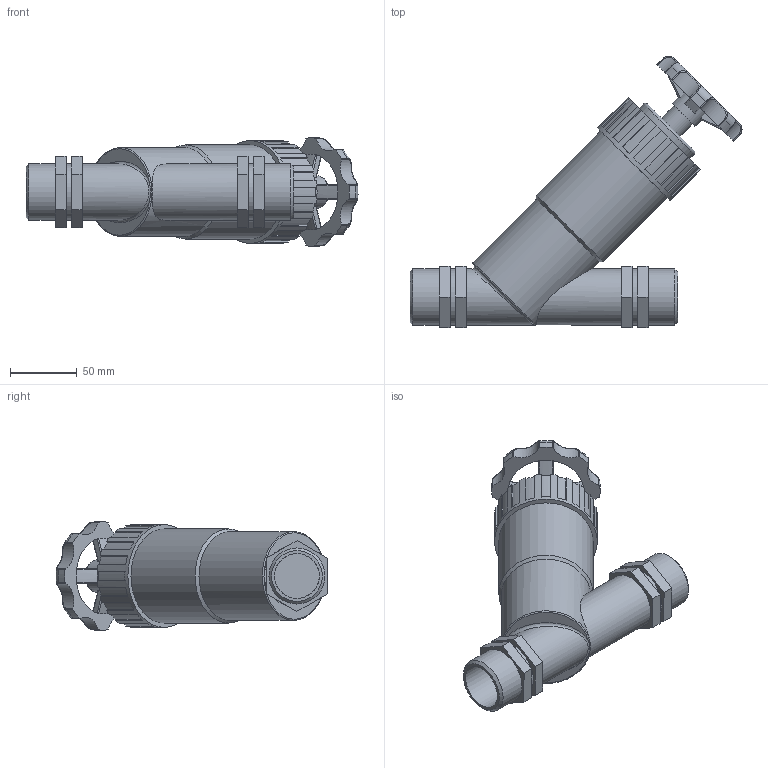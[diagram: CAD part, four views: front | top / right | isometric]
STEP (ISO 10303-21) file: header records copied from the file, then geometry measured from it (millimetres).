
FILE_DESCRIPTION(/* description */ ('PLASSON ANGLE SEAT VALVE 1.1/2"-1.1/2"'),/* implementation_level */ '2;1');
FILE_NAME(/* name */ '03047155_030471550A_03049155.ipt.stp',/* time_stamp */ '2017-06-19T12:10:47+03:00',/* author */ ('KIM'),/* organization */ (''),/* preprocessor_version */ 'ST-DEVELOPER v15.6',/* originating_system */ 'Autodesk Inventor 2015',/* authorisation */ '');
FILE_SCHEMA (('AUTOMOTIVE_DESIGN { 1 0 10303 214 3 1 1 }'));
Length unit declared in the file: millimetre
Products named in the file (1): 03047155_030471550A_03049155
Bounding box: 248.18 x 203.03 x 80.94 mm (x, y, z)
Volume: 800973 mm3; surface area: 103316.3 mm2
Topology: 1 solids, 1 shells, 222 faces, 590 edges, 381 vertices
Faces by surface type: plane 110, cylinder 71, bspline 26, cone 11, torus 4
Full cylindrical faces by diameter (mm): 19.44 x1, 24.3 x1, 33.528 x2, 41.91 x6, 53.46 x1, 66.42 x1, 70.47 x1, 76.95 x1
Entity records: 8850 total; most frequent: CARTESIAN_POINT 3366, ORIENTED_EDGE 1118, DIRECTION 1062, EDGE_CURVE 559, AXIS2_PLACEMENT_3D 391, VERTEX_POINT 371, LINE 280, VECTOR 280
